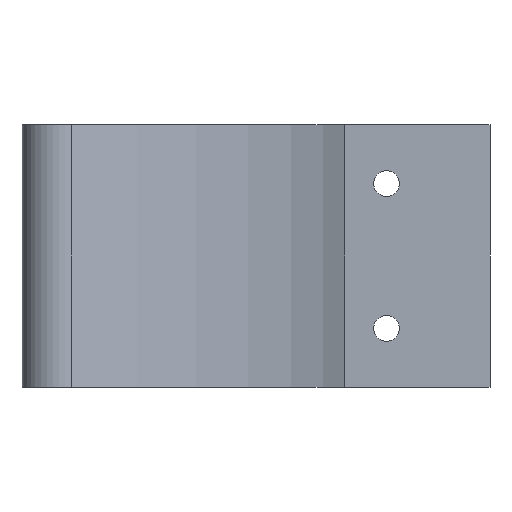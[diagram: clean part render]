
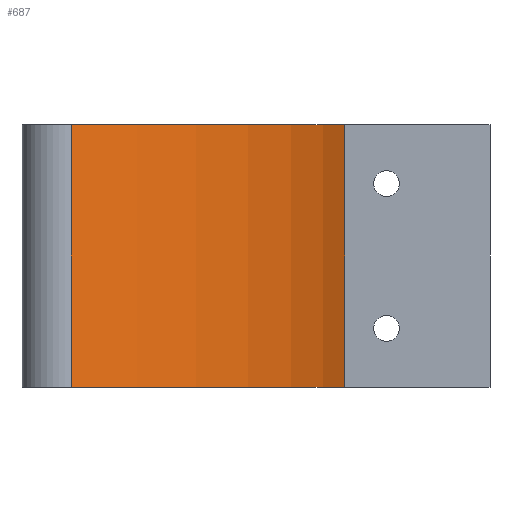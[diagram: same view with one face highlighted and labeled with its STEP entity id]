
A CAD part, front view. The second image highlights one B-rep face of the part: STEP entity #687.
In plain terms, the highlighted cylindrical face has radius 43 mm (diameter 86 mm), a partial arc.
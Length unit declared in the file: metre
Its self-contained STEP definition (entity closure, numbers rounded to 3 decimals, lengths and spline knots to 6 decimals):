
#26=CYLINDRICAL_SURFACE('',#752,0.043);
#33=LINE('',#954,#107);
#101=LINE('',#1121,#175);
#107=VECTOR('',#773,1.);
#175=VECTOR('',#927,1.);
#349=ORIENTED_EDGE('',*,*,#445,.T.);
#350=ORIENTED_EDGE('',*,*,#369,.F.);
#351=ORIENTED_EDGE('',*,*,#443,.F.);
#352=ORIENTED_EDGE('',*,*,#451,.T.);
#369=EDGE_CURVE('',#461,#462,#33,.T.);
#443=EDGE_CURVE('',#512,#461,#529,.T.);
#445=EDGE_CURVE('',#514,#462,#531,.T.);
#451=EDGE_CURVE('',#512,#514,#101,.T.);
#461=VERTEX_POINT('',#955);
#462=VERTEX_POINT('',#956);
#512=VERTEX_POINT('',#1101);
#514=VERTEX_POINT('',#1107);
#529=CIRCLE('',#739,0.043);
#531=CIRCLE('',#742,0.043);
#580=EDGE_LOOP('',(#349,#350,#351,#352));
#628=FACE_BOUND('',#580,.T.);
#687=ADVANCED_FACE('',(#628),#26,.T.);
#739=AXIS2_PLACEMENT_3D('',#1102,#899,#900);
#742=AXIS2_PLACEMENT_3D('',#1106,#905,#906);
#752=AXIS2_PLACEMENT_3D('',#1122,#928,#929);
#773=DIRECTION('',(0.,0.,-1.));
#899=DIRECTION('',(0.,0.,1.));
#900=DIRECTION('',(1.,0.,0.));
#905=DIRECTION('',(0.,0.,1.));
#906=DIRECTION('',(1.,0.,0.));
#927=DIRECTION('',(0.,0.,-1.));
#928=DIRECTION('',(0.,0.,-1.));
#929=DIRECTION('',(-1.,0.,0.));
#954=CARTESIAN_POINT('',(0.00296,-0.0094,0.0127));
#955=CARTESIAN_POINT('',(0.00296,-0.0094,0.0127));
#956=CARTESIAN_POINT('',(0.00296,-0.0094,-0.0127));
#1101=CARTESIAN_POINT('',(-0.023472,-0.040098,0.0127));
#1102=CARTESIAN_POINT('',(-0.039,0.,0.0127));
#1106=CARTESIAN_POINT('',(-0.039,0.,-0.0127));
#1107=CARTESIAN_POINT('',(-0.023472,-0.040098,-0.0127));
#1121=CARTESIAN_POINT('',(-0.023472,-0.040098,0.0127));
#1122=CARTESIAN_POINT('',(-0.039,0.,0.0127));
